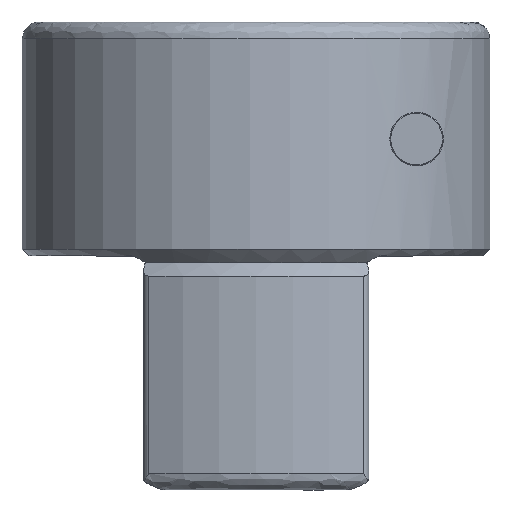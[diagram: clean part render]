
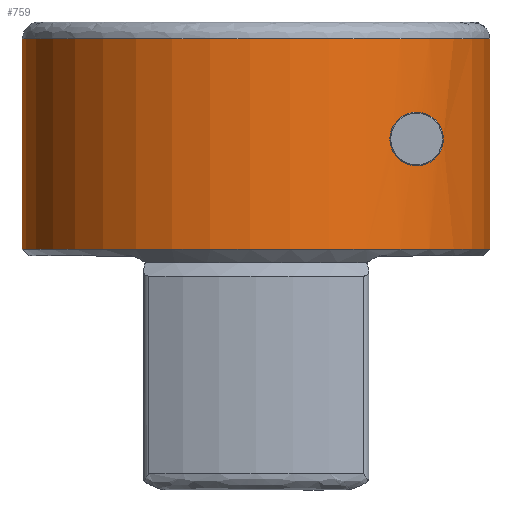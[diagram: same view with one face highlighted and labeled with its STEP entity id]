
A CAD part, front view. The second image highlights one B-rep face of the part: STEP entity #759.
In plain terms, the highlighted cylindrical face has radius 7 mm (diameter 14 mm), a partial arc.
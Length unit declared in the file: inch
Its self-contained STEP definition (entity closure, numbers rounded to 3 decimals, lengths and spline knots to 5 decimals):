
#2 = CARTESIAN_POINT ( 'NONE',  ( 0.21912, -0.16718, 0.1276 ) ) ;
#113 = CARTESIAN_POINT ( 'NONE',  ( 0.1625, -0.22259, 0.15546 ) ) ;
#120 = CIRCLE ( 'NONE', #1063, 0.27559 ) ;
#142 = CARTESIAN_POINT ( 'NONE',  ( -0.27559, 0., 0.27559 ) ) ;
#188 = CARTESIAN_POINT ( 'NONE',  ( 0.18898, -0.20059, 0.16929 ) ) ;
#234 = DIRECTION ( 'NONE',  ( 0., 0., -1. ) ) ;
#274 = EDGE_LOOP ( 'NONE', ( #281, #943, #3788, #1844 ) ) ;
#281 = ORIENTED_EDGE ( 'NONE', *, *, #1325, .T. ) ;
#356 = CARTESIAN_POINT ( 'NONE',  ( 0.20332, -0.18611, 0.10951 ) ) ;
#391 = EDGE_LOOP ( 'NONE', ( #691, #3544 ) ) ;
#429 = CARTESIAN_POINT ( 'NONE',  ( 0.15749, -0.22615, 0.13296 ) ) ;
#481 = VERTEX_POINT ( 'NONE', #188 ) ;
#578 = EDGE_CURVE ( 'NONE', #481, #3197, #1397, .T. ) ;
#607 = CARTESIAN_POINT ( 'NONE',  ( 0.19638, -0.19341, 0.10696 ) ) ;
#627 = CARTESIAN_POINT ( 'NONE',  ( 0.21504, -0.1724, 0.15605 ) ) ;
#691 = ORIENTED_EDGE ( 'NONE', *, *, #578, .T. ) ;
#759 = ADVANCED_FACE ( 'NONE', ( #3999, #1814 ), #2767, .T. ) ;
#809 = CARTESIAN_POINT ( 'NONE',  ( 0.18898, -0.20059, 0.1063 ) ) ;
#884 = CARTESIAN_POINT ( 'NONE',  ( -0.27559, 0., 0.00787 ) ) ;
#931 = CARTESIAN_POINT ( 'NONE',  ( 0.19637, -0.19342, 0.16863 ) ) ;
#943 = ORIENTED_EDGE ( 'NONE', *, *, #1834, .T. ) ;
#972 = CARTESIAN_POINT ( 'NONE',  ( -0.27559, 0., 0.25591 ) ) ;
#986 = CARTESIAN_POINT ( 'NONE',  ( 0.21911, -0.16719, 0.14801 ) ) ;
#1063 = AXIS2_PLACEMENT_3D ( 'NONE', #1144, #1749, #3353 ) ;
#1082 = CARTESIAN_POINT ( 'NONE',  ( 0.18201, -0.20715, 0.16929 ) ) ;
#1144 = CARTESIAN_POINT ( 'NONE',  ( 0., 0., 0.00787 ) ) ;
#1324 = CARTESIAN_POINT ( 'NONE',  ( 0.18898, -0.20059, 0.1063 ) ) ;
#1325 = EDGE_CURVE ( 'NONE', #1386, #3735, #3888, .T. ) ;
#1386 = VERTEX_POINT ( 'NONE', #1577 ) ;
#1397 = B_SPLINE_CURVE_WITH_KNOTS ( 'NONE', 3,
 ( #2564, #3502, #931, #3796, #3196, #2189, #627, #986, #3462, #1614, #2, #2207, #2251, #3483, #356, #607, #2268, #1324 ),
 .UNSPECIFIED., .F., .F.,
 ( 4, 2, 2, 2, 2, 2, 2, 2, 4 ),
 ( 0., 0.00039, 0.00078, 0.00117, 0.00156, 0.00196, 0.00235, 0.00274, 0.00313 ),
 .UNSPECIFIED. ) ;
#1398 = CARTESIAN_POINT ( 'NONE',  ( 0.16527, -0.22057, 0.15894 ) ) ;
#1568 = LINE ( 'NONE', #3265, #2514 ) ;
#1573 = VERTEX_POINT ( 'NONE', #884 ) ;
#1577 = CARTESIAN_POINT ( 'NONE',  ( 0.27525, -0.01378, 0.25591 ) ) ;
#1614 = CARTESIAN_POINT ( 'NONE',  ( 0.22047, -0.16535, 0.13256 ) ) ;
#1618 = DIRECTION ( 'NONE',  ( -1., 0., 0. ) ) ;
#1706 = CARTESIAN_POINT ( 'NONE',  ( 0.15747, -0.22617, 0.14244 ) ) ;
#1749 = DIRECTION ( 'NONE',  ( 0., 0., 1. ) ) ;
#1767 = CARTESIAN_POINT ( 'NONE',  ( 0.27525, -0.01378, 0.00787 ) ) ;
#1777 = DIRECTION ( 'NONE',  ( 0., 0., -1. ) ) ;
#1814 = FACE_OUTER_BOUND ( 'NONE', #274, .T. ) ;
#1834 = EDGE_CURVE ( 'NONE', #3735, #1573, #4070, .T. ) ;
#1844 = ORIENTED_EDGE ( 'NONE', *, *, #3055, .T. ) ;
#1963 = AXIS2_PLACEMENT_3D ( 'NONE', #2255, #2866, #1618 ) ;
#1971 = VECTOR ( 'NONE', #234, 39.37008 ) ;
#2013 = CARTESIAN_POINT ( 'NONE',  ( 0.16531, -0.22054, 0.1166 ) ) ;
#2105 = DIRECTION ( 'NONE',  ( -1., 0., 0. ) ) ;
#2148 = AXIS2_PLACEMENT_3D ( 'NONE', #2415, #1777, #2105 ) ;
#2181 = EDGE_CURVE ( 'NONE', #3197, #481, #2491, .T. ) ;
#2189 = CARTESIAN_POINT ( 'NONE',  ( 0.21237, -0.17569, 0.15923 ) ) ;
#2207 = CARTESIAN_POINT ( 'NONE',  ( 0.21503, -0.1724, 0.11953 ) ) ;
#2251 = CARTESIAN_POINT ( 'NONE',  ( 0.21239, -0.17567, 0.11638 ) ) ;
#2255 = CARTESIAN_POINT ( 'NONE',  ( 0., 0., 0.25591 ) ) ;
#2268 = CARTESIAN_POINT ( 'NONE',  ( 0.19276, -0.19703, 0.1063 ) ) ;
#2323 = CARTESIAN_POINT ( 'NONE',  ( 0.17499, -0.21296, 0.10933 ) ) ;
#2345 = CARTESIAN_POINT ( 'NONE',  ( 0.16255, -0.22256, 0.12007 ) ) ;
#2415 = CARTESIAN_POINT ( 'NONE',  ( 0., 0., 0.27559 ) ) ;
#2491 = B_SPLINE_CURVE_WITH_KNOTS ( 'NONE', 3,
 ( #809, #2953, #3905, #2323, #3600, #2013, #2345, #3288, #429, #1706, #2974, #113, #1398, #2656, #1082, #3621 ),
 .UNSPECIFIED., .F., .F.,
 ( 4, 2, 2, 2, 2, 2, 2, 4 ),
 ( 0.00313, 0.00349, 0.00385, 0.00421, 0.00457, 0.00493, 0.00529, 0.006 ),
 .UNSPECIFIED. ) ;
#2514 = VECTOR ( 'NONE', #2595, 39.37008 ) ;
#2564 = CARTESIAN_POINT ( 'NONE',  ( 0.18898, -0.20059, 0.16929 ) ) ;
#2595 = DIRECTION ( 'NONE',  ( 0., 0., 1. ) ) ;
#2656 = CARTESIAN_POINT ( 'NONE',  ( 0.17461, -0.21336, 0.16701 ) ) ;
#2767 = CYLINDRICAL_SURFACE ( 'NONE', #2148, 0.27559 ) ;
#2866 = DIRECTION ( 'NONE',  ( 0., 0., -1. ) ) ;
#2953 = CARTESIAN_POINT ( 'NONE',  ( 0.1855, -0.20387, 0.1063 ) ) ;
#2974 = CARTESIAN_POINT ( 'NONE',  ( 0.15858, -0.22541, 0.14723 ) ) ;
#3055 = EDGE_CURVE ( 'NONE', #3530, #1386, #1568, .T. ) ;
#3126 = EDGE_CURVE ( 'NONE', #1573, #3530, #120, .T. ) ;
#3196 = CARTESIAN_POINT ( 'NONE',  ( 0.20653, -0.18253, 0.16423 ) ) ;
#3197 = VERTEX_POINT ( 'NONE', #3994 ) ;
#3265 = CARTESIAN_POINT ( 'NONE',  ( 0.27525, -0.01378, 0.27559 ) ) ;
#3288 = CARTESIAN_POINT ( 'NONE',  ( 0.15863, -0.22537, 0.12824 ) ) ;
#3353 = DIRECTION ( 'NONE',  ( -1., 0., 0. ) ) ;
#3462 = CARTESIAN_POINT ( 'NONE',  ( 0.22047, -0.16536, 0.14304 ) ) ;
#3483 = CARTESIAN_POINT ( 'NONE',  ( 0.20653, -0.18253, 0.11136 ) ) ;
#3502 = CARTESIAN_POINT ( 'NONE',  ( 0.19277, -0.19702, 0.16929 ) ) ;
#3530 = VERTEX_POINT ( 'NONE', #1767 ) ;
#3544 = ORIENTED_EDGE ( 'NONE', *, *, #2181, .T. ) ;
#3600 = CARTESIAN_POINT ( 'NONE',  ( 0.17157, -0.21571, 0.11122 ) ) ;
#3621 = CARTESIAN_POINT ( 'NONE',  ( 0.18898, -0.20059, 0.16929 ) ) ;
#3735 = VERTEX_POINT ( 'NONE', #972 ) ;
#3788 = ORIENTED_EDGE ( 'NONE', *, *, #3126, .T. ) ;
#3796 = CARTESIAN_POINT ( 'NONE',  ( 0.20325, -0.18618, 0.16611 ) ) ;
#3888 = CIRCLE ( 'NONE', #1963, 0.27559 ) ;
#3905 = CARTESIAN_POINT ( 'NONE',  ( 0.182, -0.207, 0.10686 ) ) ;
#3994 = CARTESIAN_POINT ( 'NONE',  ( 0.18898, -0.20059, 0.1063 ) ) ;
#3999 = FACE_BOUND ( 'NONE', #391, .T. ) ;
#4070 = LINE ( 'NONE', #142, #1971 ) ;
